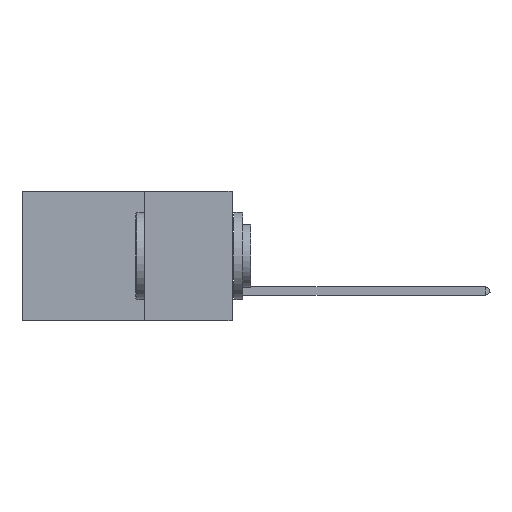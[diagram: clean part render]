
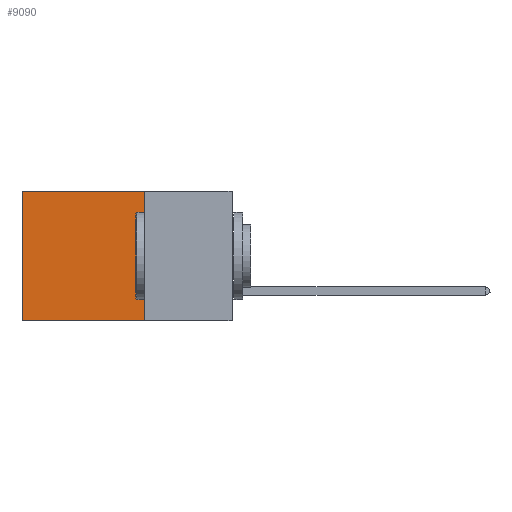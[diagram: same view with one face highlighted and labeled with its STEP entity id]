
A CAD part, left-side view. The second image highlights one B-rep face of the part: STEP entity #9090.
In plain terms, the highlighted planar face has unit normal (-1, 0, 0).
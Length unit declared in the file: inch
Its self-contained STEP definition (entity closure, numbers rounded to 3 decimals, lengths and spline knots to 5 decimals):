
#1812 = ORIENTED_EDGE ( 'NONE', *, *, #8745, .F. ) ;
#1939 = VECTOR ( 'NONE', #20395, 39.37008 ) ;
#5187 = CARTESIAN_POINT ( 'NONE',  ( 0.2875, 0.6, 0. ) ) ;
#6084 = FACE_OUTER_BOUND ( 'NONE', #17423, .T. ) ;
#7102 = PLANE ( 'NONE',  #45730 ) ;
#8745 = EDGE_CURVE ( 'NONE', #42808, #42992, #25986, .T. ) ;
#9090 = ADVANCED_FACE ( 'NONE', ( #6084 ), #7102, .F. ) ;
#9442 = DIRECTION ( 'NONE',  ( 0., 0., -1. ) ) ;
#11922 = DIRECTION ( 'NONE',  ( 0., 1., 0. ) ) ;
#12485 = ORIENTED_EDGE ( 'NONE', *, *, #21829, .F. ) ;
#13349 = LINE ( 'NONE', #13745, #19164 ) ;
#13745 = CARTESIAN_POINT ( 'NONE',  ( 0.2875, 0.25, 0. ) ) ;
#16577 = CARTESIAN_POINT ( 'NONE',  ( 0.2875, 0.6, -0.37 ) ) ;
#17052 = ORIENTED_EDGE ( 'NONE', *, *, #35004, .T. ) ;
#17423 = EDGE_LOOP ( 'NONE', ( #17052, #1812, #12485, #22308 ) ) ;
#18379 = CARTESIAN_POINT ( 'NONE',  ( 0.2875, 0.6, 0. ) ) ;
#19164 = VECTOR ( 'NONE', #25180, 39.37008 ) ;
#20395 = DIRECTION ( 'NONE',  ( 0., 0., -1. ) ) ;
#21768 = VERTEX_POINT ( 'NONE', #18379 ) ;
#21829 = EDGE_CURVE ( 'NONE', #33116, #42808, #13349, .T. ) ;
#22308 = ORIENTED_EDGE ( 'NONE', *, *, #22956, .T. ) ;
#22461 = VECTOR ( 'NONE', #37926, 39.37008 ) ;
#22772 = VECTOR ( 'NONE', #11922, 39.37008 ) ;
#22956 = EDGE_CURVE ( 'NONE', #33116, #21768, #23952, .T. ) ;
#23252 = CARTESIAN_POINT ( 'NONE',  ( 0.2875, 0.25, -0.37 ) ) ;
#23952 = LINE ( 'NONE', #41651, #22772 ) ;
#24690 = CARTESIAN_POINT ( 'NONE',  ( 0.2875, 0.25, 0. ) ) ;
#25180 = DIRECTION ( 'NONE',  ( 0., 0., -1. ) ) ;
#25986 = LINE ( 'NONE', #37490, #22461 ) ;
#29630 = CARTESIAN_POINT ( 'NONE',  ( 0.2875, 0.25, 0. ) ) ;
#33116 = VERTEX_POINT ( 'NONE', #29630 ) ;
#34055 = LINE ( 'NONE', #5187, #1939 ) ;
#35004 = EDGE_CURVE ( 'NONE', #21768, #42992, #34055, .T. ) ;
#37093 = DIRECTION ( 'NONE',  ( 1., 0., 0. ) ) ;
#37490 = CARTESIAN_POINT ( 'NONE',  ( 0.2875, 0.25, -0.37 ) ) ;
#37926 = DIRECTION ( 'NONE',  ( 0., 1., 0. ) ) ;
#41651 = CARTESIAN_POINT ( 'NONE',  ( 0.2875, 0.25, 0. ) ) ;
#42808 = VERTEX_POINT ( 'NONE', #23252 ) ;
#42992 = VERTEX_POINT ( 'NONE', #16577 ) ;
#45730 = AXIS2_PLACEMENT_3D ( 'NONE', #24690, #37093, #9442 ) ;
